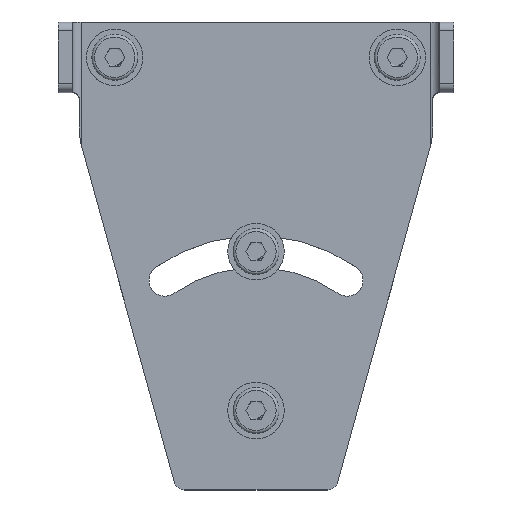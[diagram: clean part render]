
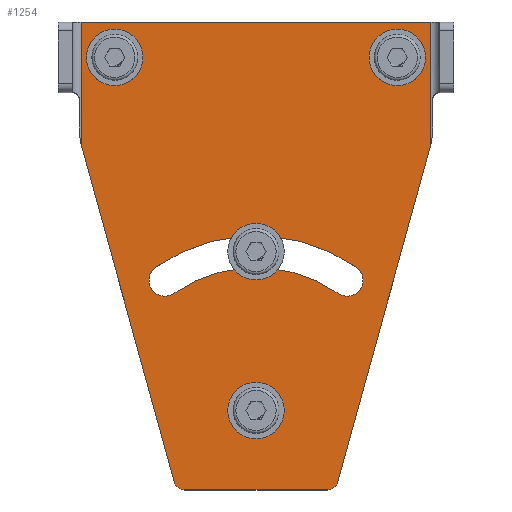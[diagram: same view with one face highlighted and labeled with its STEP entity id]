
A CAD part, top view. The second image highlights one B-rep face of the part: STEP entity #1254.
In plain terms, the highlighted planar face has unit normal (0, 0, 1).
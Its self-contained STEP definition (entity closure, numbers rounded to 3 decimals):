
#104=FACE_BOUND('',#266,.T.);
#105=FACE_BOUND('',#267,.T.);
#106=FACE_BOUND('',#268,.T.);
#107=FACE_BOUND('',#269,.T.);
#129=PLANE('',#1457);
#193=FACE_OUTER_BOUND('',#265,.T.);
#265=EDGE_LOOP('',(#1033,#1034,#1035,#1036,#1037,#1038,#1039,#1040,#1041,
#1042));
#266=EDGE_LOOP('',(#1043,#1044,#1045,#1046));
#267=EDGE_LOOP('',(#1047));
#268=EDGE_LOOP('',(#1048));
#269=EDGE_LOOP('',(#1049));
#315=LINE('',#1969,#410);
#339=LINE('',#2063,#434);
#355=LINE('',#2130,#450);
#358=LINE('',#2138,#453);
#361=LINE('',#2146,#456);
#365=LINE('',#2155,#460);
#410=VECTOR('',#1582,10.);
#434=VECTOR('',#1646,10.);
#450=VECTOR('',#1702,10.);
#453=VECTOR('',#1711,10.);
#456=VECTOR('',#1720,10.);
#460=VECTOR('',#1734,10.);
#498=CIRCLE('',#1385,49.5);
#500=CIRCLE('',#1388,4.5);
#502=CIRCLE('',#1391,40.5);
#504=CIRCLE('',#1394,4.5);
#505=CIRCLE('',#1396,4.5);
#507=CIRCLE('',#1399,4.5);
#509=CIRCLE('',#1402,4.5);
#531=CIRCLE('',#1444,20.);
#532=CIRCLE('',#1447,3.);
#533=CIRCLE('',#1450,3.);
#534=CIRCLE('',#1453,20.);
#556=VERTEX_POINT('',#1911);
#557=VERTEX_POINT('',#1913);
#559=VERTEX_POINT('',#1919);
#561=VERTEX_POINT('',#1925);
#562=VERTEX_POINT('',#1932);
#564=VERTEX_POINT('',#1938);
#566=VERTEX_POINT('',#1944);
#571=VERTEX_POINT('',#1966);
#572=VERTEX_POINT('',#1968);
#597=VERTEX_POINT('',#2055);
#598=VERTEX_POINT('',#2062);
#616=VERTEX_POINT('',#2125);
#617=VERTEX_POINT('',#2129);
#618=VERTEX_POINT('',#2133);
#619=VERTEX_POINT('',#2137);
#620=VERTEX_POINT('',#2141);
#621=VERTEX_POINT('',#2145);
#672=EDGE_CURVE('',#557,#556,#498,.T.);
#675=EDGE_CURVE('',#559,#557,#500,.T.);
#678=EDGE_CURVE('',#561,#559,#502,.T.);
#681=EDGE_CURVE('',#556,#561,#504,.T.);
#682=EDGE_CURVE('',#562,#562,#505,.T.);
#685=EDGE_CURVE('',#564,#564,#507,.T.);
#688=EDGE_CURVE('',#566,#566,#509,.T.);
#694=EDGE_CURVE('',#571,#572,#315,.T.);
#730=EDGE_CURVE('',#597,#598,#339,.T.);
#757=EDGE_CURVE('',#572,#616,#531,.T.);
#759=EDGE_CURVE('',#616,#617,#355,.T.);
#761=EDGE_CURVE('',#617,#618,#532,.T.);
#763=EDGE_CURVE('',#618,#619,#358,.T.);
#765=EDGE_CURVE('',#619,#620,#533,.T.);
#767=EDGE_CURVE('',#620,#621,#361,.T.);
#769=EDGE_CURVE('',#621,#597,#534,.T.);
#772=EDGE_CURVE('',#598,#571,#365,.T.);
#1033=ORIENTED_EDGE('',*,*,#694,.F.);
#1034=ORIENTED_EDGE('',*,*,#772,.F.);
#1035=ORIENTED_EDGE('',*,*,#730,.F.);
#1036=ORIENTED_EDGE('',*,*,#769,.F.);
#1037=ORIENTED_EDGE('',*,*,#767,.F.);
#1038=ORIENTED_EDGE('',*,*,#765,.F.);
#1039=ORIENTED_EDGE('',*,*,#763,.F.);
#1040=ORIENTED_EDGE('',*,*,#761,.F.);
#1041=ORIENTED_EDGE('',*,*,#759,.F.);
#1042=ORIENTED_EDGE('',*,*,#757,.F.);
#1043=ORIENTED_EDGE('',*,*,#678,.T.);
#1044=ORIENTED_EDGE('',*,*,#675,.T.);
#1045=ORIENTED_EDGE('',*,*,#672,.T.);
#1046=ORIENTED_EDGE('',*,*,#681,.T.);
#1047=ORIENTED_EDGE('',*,*,#682,.T.);
#1048=ORIENTED_EDGE('',*,*,#685,.T.);
#1049=ORIENTED_EDGE('',*,*,#688,.T.);
#1254=ADVANCED_FACE('',(#193,#104,#105,#106,#107),#129,.T.);
#1385=AXIS2_PLACEMENT_3D('',#1914,#1533,#1534);
#1388=AXIS2_PLACEMENT_3D('',#1920,#1540,#1541);
#1391=AXIS2_PLACEMENT_3D('',#1926,#1547,#1548);
#1394=AXIS2_PLACEMENT_3D('',#1930,#1554,#1555);
#1396=AXIS2_PLACEMENT_3D('',#1933,#1558,#1559);
#1399=AXIS2_PLACEMENT_3D('',#1939,#1565,#1566);
#1402=AXIS2_PLACEMENT_3D('',#1945,#1572,#1573);
#1444=AXIS2_PLACEMENT_3D('',#2126,#1697,#1698);
#1447=AXIS2_PLACEMENT_3D('',#2134,#1706,#1707);
#1450=AXIS2_PLACEMENT_3D('',#2142,#1715,#1716);
#1453=AXIS2_PLACEMENT_3D('',#2149,#1724,#1725);
#1457=AXIS2_PLACEMENT_3D('',#2156,#1735,#1736);
#1533=DIRECTION('center_axis',(0.,0.,-1.));
#1534=DIRECTION('ref_axis',(0.574,0.819,0.));
#1540=DIRECTION('center_axis',(0.,0.,-1.));
#1541=DIRECTION('ref_axis',(-0.574,0.819,0.));
#1547=DIRECTION('center_axis',(0.,0.,1.));
#1548=DIRECTION('ref_axis',(-0.574,-0.819,0.));
#1554=DIRECTION('center_axis',(0.,0.,-1.));
#1555=DIRECTION('ref_axis',(-0.574,-0.819,0.));
#1558=DIRECTION('center_axis',(0.,0.,-1.));
#1559=DIRECTION('ref_axis',(1.,0.,0.));
#1565=DIRECTION('center_axis',(0.,0.,-1.));
#1566=DIRECTION('ref_axis',(1.,0.,0.));
#1572=DIRECTION('center_axis',(0.,0.,-1.));
#1573=DIRECTION('ref_axis',(1.,0.,0.));
#1582=DIRECTION('',(0.,-1.,0.));
#1646=DIRECTION('',(0.,1.,0.));
#1697=DIRECTION('center_axis',(0.,0.,-1.));
#1698=DIRECTION('ref_axis',(-0.964,0.266,0.));
#1702=DIRECTION('',(-0.266,-0.964,0.));
#1706=DIRECTION('center_axis',(0.,0.,-1.));
#1707=DIRECTION('ref_axis',(0.,1.,0.));
#1711=DIRECTION('',(-1.,0.,0.));
#1715=DIRECTION('center_axis',(0.,0.,-1.));
#1716=DIRECTION('ref_axis',(0.964,0.266,0.));
#1720=DIRECTION('',(-0.266,0.964,0.));
#1724=DIRECTION('center_axis',(0.,0.,-1.));
#1725=DIRECTION('ref_axis',(1.,0.,0.));
#1734=DIRECTION('',(1.,0.,0.));
#1735=DIRECTION('center_axis',(0.,0.,1.));
#1736=DIRECTION('ref_axis',(1.,0.,0.));
#1911=CARTESIAN_POINT('',(28.392,-59.452,2.));
#1913=CARTESIAN_POINT('',(-28.392,-59.452,2.));
#1914=CARTESIAN_POINT('Origin',(0.,-100.,2.));
#1919=CARTESIAN_POINT('',(-23.23,-66.824,2.));
#1920=CARTESIAN_POINT('Origin',(-25.811,-63.138,2.));
#1925=CARTESIAN_POINT('',(23.23,-66.824,2.));
#1926=CARTESIAN_POINT('Origin',(0.,-100.,2.));
#1930=CARTESIAN_POINT('Origin',(25.811,-63.138,2.));
#1932=CARTESIAN_POINT('',(-4.5,-100.,2.));
#1933=CARTESIAN_POINT('Origin',(0.,-100.,2.));
#1938=CARTESIAN_POINT('',(35.5,0.,2.));
#1939=CARTESIAN_POINT('Origin',(40.,0.,2.));
#1944=CARTESIAN_POINT('',(-44.5,0.,2.));
#1945=CARTESIAN_POINT('Origin',(-40.,0.,2.));
#1966=CARTESIAN_POINT('',(49.5,10.,2.));
#1968=CARTESIAN_POINT('',(49.5,-24.731,2.));
#1969=CARTESIAN_POINT('',(49.5,-27.561,2.));
#2055=CARTESIAN_POINT('',(-49.5,-24.731,2.));
#2062=CARTESIAN_POINT('',(-49.5,10.,2.));
#2063=CARTESIAN_POINT('',(-49.5,-17.561,2.));
#2125=CARTESIAN_POINT('',(49.277,-25.615,2.));
#2126=CARTESIAN_POINT('Origin',(30.,-20.287,2.));
#2129=CARTESIAN_POINT('',(23.108,-120.299,2.));
#2130=CARTESIAN_POINT('',(49.277,-25.615,2.));
#2133=CARTESIAN_POINT('',(20.217,-122.5,2.));
#2134=CARTESIAN_POINT('Origin',(20.217,-119.5,2.));
#2137=CARTESIAN_POINT('',(-20.217,-122.5,2.));
#2138=CARTESIAN_POINT('',(20.217,-122.5,2.));
#2141=CARTESIAN_POINT('',(-23.108,-120.299,2.));
#2142=CARTESIAN_POINT('Origin',(-20.217,-119.5,2.));
#2145=CARTESIAN_POINT('',(-49.277,-25.615,2.));
#2146=CARTESIAN_POINT('',(-23.108,-120.299,2.));
#2149=CARTESIAN_POINT('Origin',(-30.,-20.287,2.));
#2155=CARTESIAN_POINT('',(-56.,10.,2.));
#2156=CARTESIAN_POINT('Origin',(0.,-45.123,
2.));
